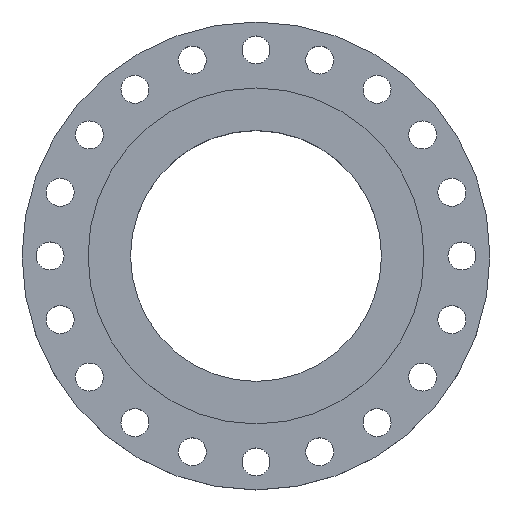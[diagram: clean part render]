
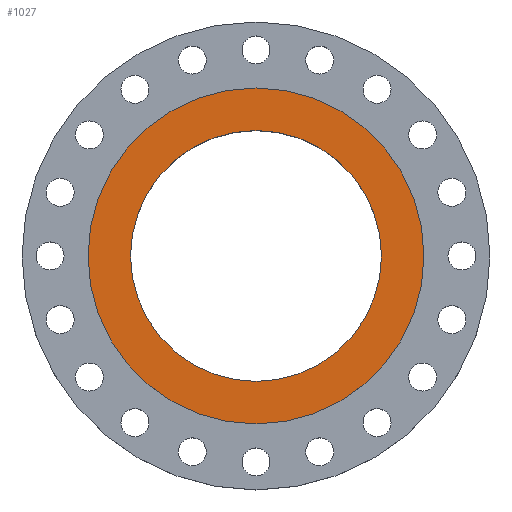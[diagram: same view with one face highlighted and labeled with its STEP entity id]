
A CAD part, top view. The second image highlights one B-rep face of the part: STEP entity #1027.
In plain terms, the highlighted planar face has unit normal (0, 0, 1).
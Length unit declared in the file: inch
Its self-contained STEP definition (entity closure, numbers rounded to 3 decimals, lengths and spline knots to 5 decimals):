
#25 = DIRECTION ( 'NONE',  ( 0., 0., -1. ) ) ;
#32 = EDGE_LOOP ( 'NONE', ( #525, #873 ) ) ;
#78 = DIRECTION ( 'NONE',  ( 0., 0., 1. ) ) ;
#119 = ORIENTED_EDGE ( 'NONE', *, *, #1195, .F. ) ;
#250 = AXIS2_PLACEMENT_3D ( 'NONE', #541, #1184, #1842 ) ;
#413 = CARTESIAN_POINT ( 'NONE',  ( 0., 0., 0. ) ) ;
#491 = EDGE_LOOP ( 'NONE', ( #119, #1453 ) ) ;
#498 = FACE_OUTER_BOUND ( 'NONE', #32, .T. ) ;
#525 = ORIENTED_EDGE ( 'NONE', *, *, #807, .T. ) ;
#541 = CARTESIAN_POINT ( 'NONE',  ( 0., 0., 0. ) ) ;
#588 = CIRCLE ( 'NONE', #2076, 10.5 ) ;
#654 = AXIS2_PLACEMENT_3D ( 'NONE', #838, #25, #1319 ) ;
#664 = VERTEX_POINT ( 'NONE', #1803 ) ;
#666 = CIRCLE ( 'NONE', #927, 10.5 ) ;
#738 = CARTESIAN_POINT ( 'NONE',  ( 10.5, 0., 0. ) ) ;
#779 = VERTEX_POINT ( 'NONE', #1670 ) ;
#807 = EDGE_CURVE ( 'NONE', #841, #2084, #666, .T. ) ;
#814 = CIRCLE ( 'NONE', #250, 7.84375 ) ;
#820 = PLANE ( 'NONE',  #654 ) ;
#838 = CARTESIAN_POINT ( 'NONE',  ( 0., 7.84375, 0. ) ) ;
#841 = VERTEX_POINT ( 'NONE', #738 ) ;
#847 = DIRECTION ( 'NONE',  ( 0., 0., 1. ) ) ;
#873 = ORIENTED_EDGE ( 'NONE', *, *, #1933, .T. ) ;
#927 = AXIS2_PLACEMENT_3D ( 'NONE', #1059, #847, #1497 ) ;
#1027 = ADVANCED_FACE ( 'NONE', ( #1955, #498 ), #820, .F. ) ;
#1059 = CARTESIAN_POINT ( 'NONE',  ( 0., 0., 0. ) ) ;
#1089 = DIRECTION ( 'NONE',  ( 1., 0., 0. ) ) ;
#1125 = AXIS2_PLACEMENT_3D ( 'NONE', #413, #78, #2003 ) ;
#1150 = EDGE_CURVE ( 'NONE', #779, #664, #1189, .T. ) ;
#1184 = DIRECTION ( 'NONE',  ( 0., 0., 1. ) ) ;
#1189 = CIRCLE ( 'NONE', #1125, 7.84375 ) ;
#1195 = EDGE_CURVE ( 'NONE', #664, #779, #814, .T. ) ;
#1319 = DIRECTION ( 'NONE',  ( -1., 0., 0. ) ) ;
#1412 = CARTESIAN_POINT ( 'NONE',  ( 0., 0., 0. ) ) ;
#1453 = ORIENTED_EDGE ( 'NONE', *, *, #1150, .F. ) ;
#1497 = DIRECTION ( 'NONE',  ( 1., 0., 0. ) ) ;
#1670 = CARTESIAN_POINT ( 'NONE',  ( -7.84375, 0., 0. ) ) ;
#1733 = CARTESIAN_POINT ( 'NONE',  ( -10.5, 0., 0. ) ) ;
#1803 = CARTESIAN_POINT ( 'NONE',  ( 7.84375, 0., 0. ) ) ;
#1842 = DIRECTION ( 'NONE',  ( 1., 0., 0. ) ) ;
#1901 = DIRECTION ( 'NONE',  ( 0., 0., 1. ) ) ;
#1933 = EDGE_CURVE ( 'NONE', #2084, #841, #588, .T. ) ;
#1955 = FACE_BOUND ( 'NONE', #491, .T. ) ;
#2003 = DIRECTION ( 'NONE',  ( 1., 0., 0. ) ) ;
#2076 = AXIS2_PLACEMENT_3D ( 'NONE', #1412, #1901, #1089 ) ;
#2084 = VERTEX_POINT ( 'NONE', #1733 ) ;
